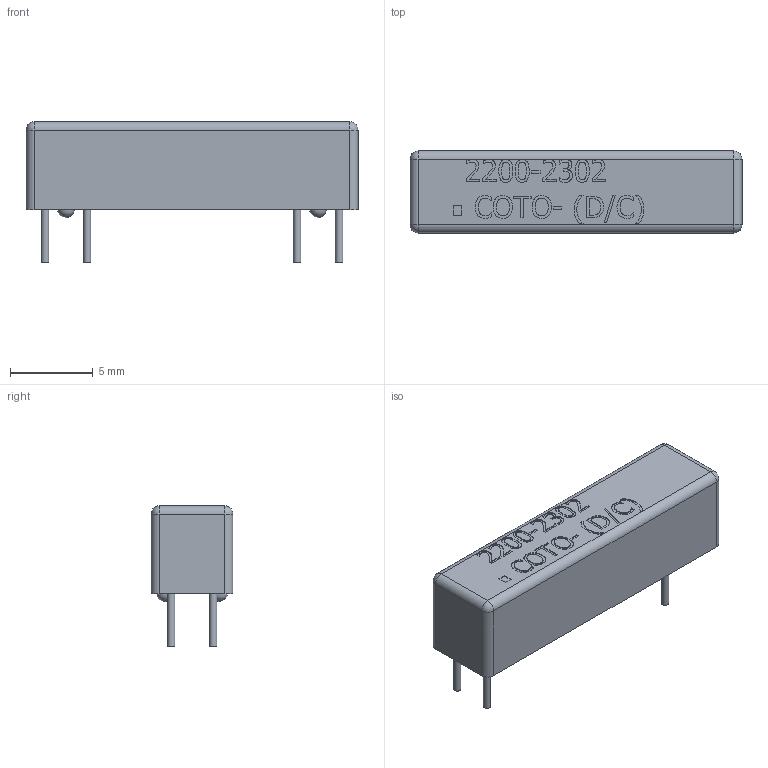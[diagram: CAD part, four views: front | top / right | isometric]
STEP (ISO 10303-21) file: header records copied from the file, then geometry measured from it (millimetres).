
FILE_DESCRIPTION((''),'2;1');
FILE_NAME('2200-2302 (A).stp','2013-06-05T11:50:15',('odafonseca'),(''),'Autodesk Inventor 2013','Autodesk Inventor 2013','');
FILE_SCHEMA(('AUTOMOTIVE_DESIGN { 1 0 10303 214 1 1 1 1 }'));
Length unit declared in the file: inch
Products named in the file (1): 2200-2302 (A)
Bounding box: 20.07 x 4.95 x 8.48 mm (x, y, z)
Volume: 525.3 mm3; surface area: 485.8 mm2
Topology: 1 solids, 1 shells, 326 faces, 869 edges, 574 vertices
Faces by surface type: bspline 179, plane 121, cylinder 18, sphere 8
Full cylindrical faces by diameter (mm): 0.457 x6
Entity records: 11259 total; most frequent: CARTESIAN_POINT 4067, ORIENTED_EDGE 1694, EDGE_CURVE 847, DIRECTION 825, VERTEX_POINT 566, VECTOR 449, LINE 449, EDGE_LOOP 369
